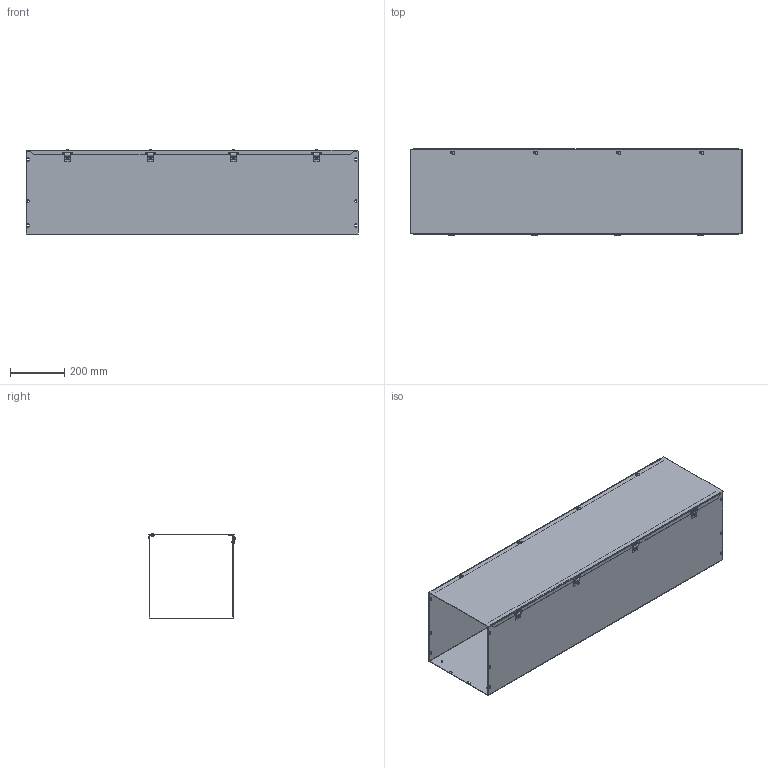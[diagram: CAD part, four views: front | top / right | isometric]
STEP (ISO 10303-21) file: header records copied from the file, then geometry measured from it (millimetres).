
FILE_DESCRIPTION(/* description */ ('HS, NK, BLR 12X12X48'),/* implementation_level */ '2;1');
FILE_NAME(/* name */ 'HS12124NK.stp',/* time_stamp */ '2017-06-22T19:41:02+05:00',/* author */ ('vdas'),/* organization */ (''),/* preprocessor_version */ 'ST-DEVELOPER v16.1',/* originating_system */ 'Autodesk Inventor 2016',/* authorisation */ '');
FILE_SCHEMA (('AUTOMOTIVE_DESIGN { 1 0 10303 214 3 1 1 }'));
Length unit declared in the file: inch
Products named in the file (5): HS12124NKBLR; HS12124NKLID; 372141; 31816; HS12124NK
Assembly tree (14 placements, depth 2):
  HS12124NK
    HS12124NKBLR
    HS12124NKLID
    372141  x8
    31816  x4
Bounding box: 1219.2 x 317.64 x 313.87 mm (x, y, z)
Volume: 2958015.2 mm3; surface area: 3166439.7 mm2
Topology: 14 solids, 14 shells, 1003 faces, 2493 edges, 1526 vertices
Faces by surface type: plane 463, cone 216, cylinder 208, torus 104, bspline 12
Full cylindrical faces by diameter (mm): 4.089 x8, 4.595 x64, 6.35 x4, 7.938 x8
Entity records: 11750 total; most frequent: CARTESIAN_POINT 2350, DIRECTION 1839, ORIENTED_EDGE 1814, EDGE_CURVE 907, LINE 625, VECTOR 625, VERTEX_POINT 608, AXIS2_PLACEMENT_3D 607
